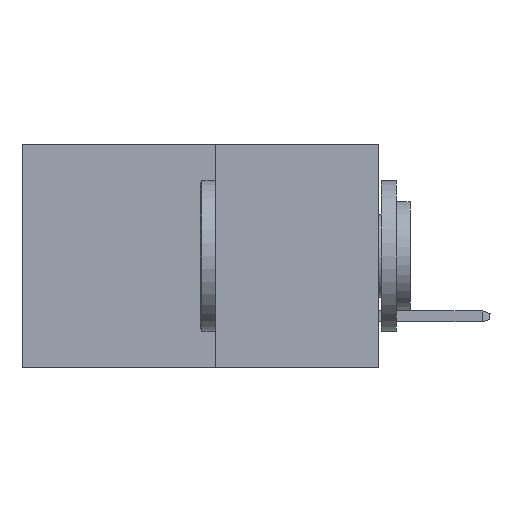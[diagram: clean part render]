
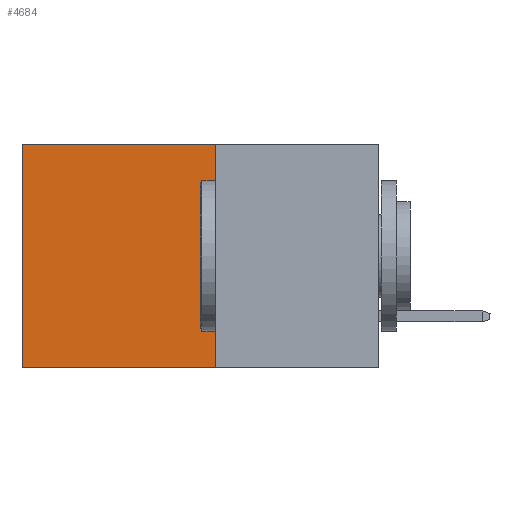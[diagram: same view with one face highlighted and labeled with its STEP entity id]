
A CAD part, left-side view. The second image highlights one B-rep face of the part: STEP entity #4684.
In plain terms, the highlighted planar face has unit normal (-1, 0, 0).
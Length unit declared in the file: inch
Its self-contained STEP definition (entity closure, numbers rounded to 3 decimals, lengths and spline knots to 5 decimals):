
#411 = CARTESIAN_POINT ( 'NONE',  ( 0.277, 0.59, 0. ) ) ;
#719 = ORIENTED_EDGE ( 'NONE', *, *, #10167, .T. ) ;
#1028 = EDGE_CURVE ( 'NONE', #10578, #5858, #10334, .T. ) ;
#1176 = VECTOR ( 'NONE', #3335, 39.37008 ) ;
#2490 = CARTESIAN_POINT ( 'NONE',  ( 0.277, 0.59, -0.37 ) ) ;
#2739 = VERTEX_POINT ( 'NONE', #7421 ) ;
#2825 = DIRECTION ( 'NONE',  ( 0., 0., -1. ) ) ;
#3335 = DIRECTION ( 'NONE',  ( 0., 0., -1. ) ) ;
#3788 = VECTOR ( 'NONE', #5510, 39.37008 ) ;
#3922 = CARTESIAN_POINT ( 'NONE',  ( 0.277, 0.27, 0. ) ) ;
#4684 = ADVANCED_FACE ( 'NONE', ( #5458 ), #6741, .F. ) ;
#4802 = VERTEX_POINT ( 'NONE', #6022 ) ;
#4841 = EDGE_CURVE ( 'NONE', #2739, #4802, #8061, .T. ) ;
#5458 = FACE_OUTER_BOUND ( 'NONE', #7027, .T. ) ;
#5510 = DIRECTION ( 'NONE',  ( 0., 1., 0. ) ) ;
#5541 = ORIENTED_EDGE ( 'NONE', *, *, #7449, .F. ) ;
#5852 = CARTESIAN_POINT ( 'NONE',  ( 0.277, 0.27, -0.37 ) ) ;
#5858 = VERTEX_POINT ( 'NONE', #411 ) ;
#5922 = DIRECTION ( 'NONE',  ( 0., 1., 0. ) ) ;
#6022 = CARTESIAN_POINT ( 'NONE',  ( 0.277, 0.59, -0.37 ) ) ;
#6197 = AXIS2_PLACEMENT_3D ( 'NONE', #6759, #6738, #6711 ) ;
#6711 = DIRECTION ( 'NONE',  ( 0., 0., -1. ) ) ;
#6738 = DIRECTION ( 'NONE',  ( 1., 0., 0. ) ) ;
#6741 = PLANE ( 'NONE',  #6197 ) ;
#6759 = CARTESIAN_POINT ( 'NONE',  ( 0.277, 0.27, -0.37 ) ) ;
#6791 = ORIENTED_EDGE ( 'NONE', *, *, #1028, .T. ) ;
#7027 = EDGE_LOOP ( 'NONE', ( #719, #7303, #5541, #6791 ) ) ;
#7028 = CARTESIAN_POINT ( 'NONE',  ( 0.277, 0.27, -0.37 ) ) ;
#7303 = ORIENTED_EDGE ( 'NONE', *, *, #4841, .F. ) ;
#7421 = CARTESIAN_POINT ( 'NONE',  ( 0.277, 0.27, -0.37 ) ) ;
#7449 = EDGE_CURVE ( 'NONE', #10578, #2739, #10339, .T. ) ;
#7551 = CARTESIAN_POINT ( 'NONE',  ( 0.277, 0.27, 0. ) ) ;
#7743 = VECTOR ( 'NONE', #2825, 39.37008 ) ;
#7792 = VECTOR ( 'NONE', #5922, 39.37008 ) ;
#7948 = LINE ( 'NONE', #2490, #1176 ) ;
#8061 = LINE ( 'NONE', #5852, #7792 ) ;
#10167 = EDGE_CURVE ( 'NONE', #5858, #4802, #7948, .T. ) ;
#10334 = LINE ( 'NONE', #7551, #3788 ) ;
#10339 = LINE ( 'NONE', #7028, #7743 ) ;
#10578 = VERTEX_POINT ( 'NONE', #3922 ) ;
